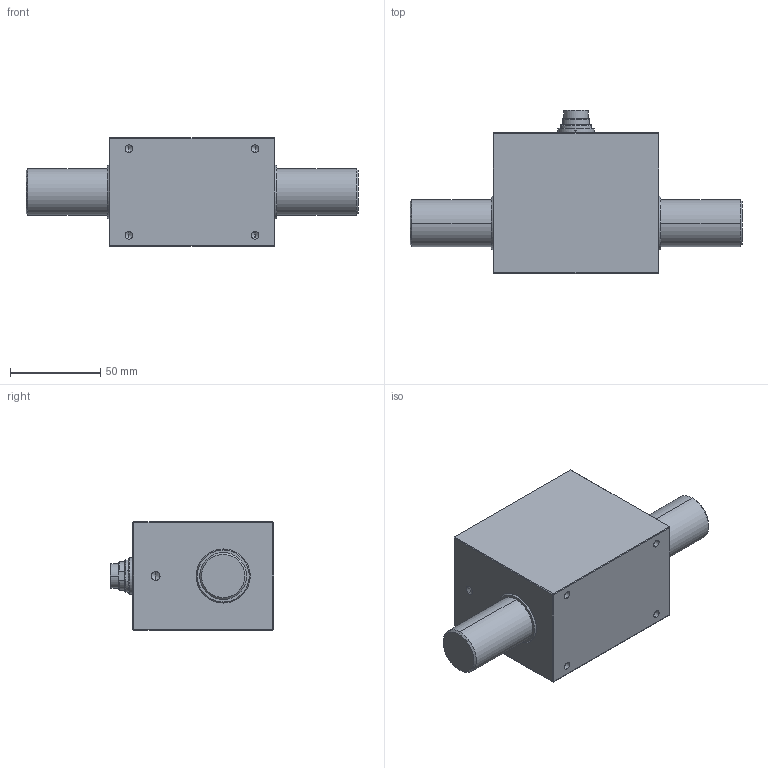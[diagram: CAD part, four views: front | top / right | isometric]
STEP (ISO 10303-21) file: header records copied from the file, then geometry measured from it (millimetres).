
FILE_DESCRIPTION (( 'STEP AP203' ), '1' );
FILE_NAME ('DRDL-III.STEP', '2010-11-03T12:32:25', ( 'ETH' ), ( '' ), 'SwSTEP 2.0', 'SolidWorks 2011', '' );
FILE_SCHEMA (( 'CONFIG_CONTROL_DESIGN' ));
Length unit declared in the file: millimetre
Products named in the file (1): DRDL-III
Bounding box: 184 x 90.6 x 60 mm (x, y, z)
Volume: 490344 mm3; surface area: 53825.4 mm2
Topology: 2 solids, 2 shells, 270 faces, 596 edges, 370 vertices
Faces by surface type: plane 113, cylinder 52, cone 46, torus 33, sphere 26
Entity records: 7602 total; most frequent: CARTESIAN_POINT 1426, DIRECTION 1382, ORIENTED_EDGE 1172, EDGE_CURVE 586, AXIS2_PLACEMENT_3D 565, VERTEX_POINT 370, EDGE_LOOP 320, CIRCLE 294
